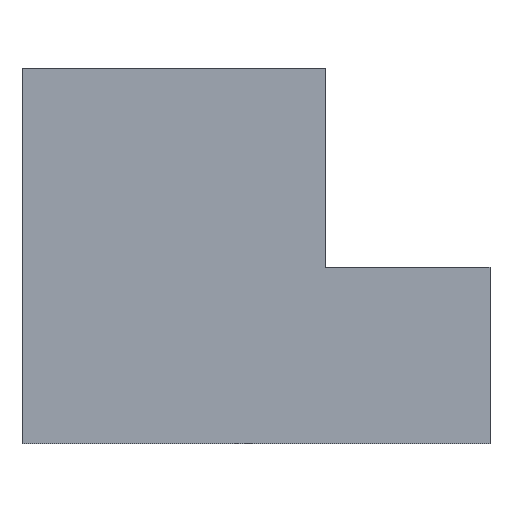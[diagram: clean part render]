
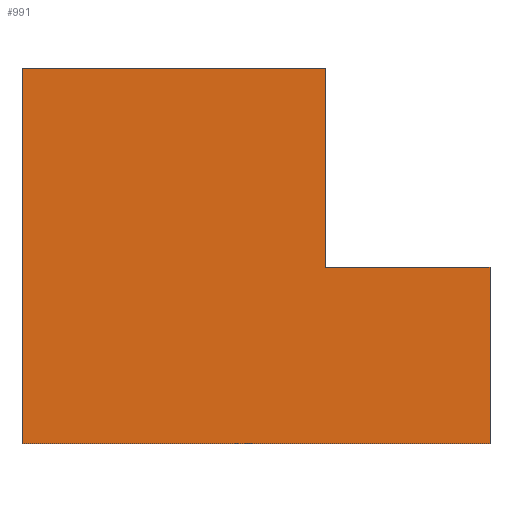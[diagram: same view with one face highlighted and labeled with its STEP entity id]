
A CAD part, top view. The second image highlights one B-rep face of the part: STEP entity #991.
In plain terms, the highlighted planar face has unit normal (0, 0, 1).
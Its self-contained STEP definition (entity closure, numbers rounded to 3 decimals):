
#948=AXIS2_PLACEMENT_3D('Plane Axis2P3D',#945,#946,#947) ;
#42=CARTESIAN_POINT('Vertex',(35.26,0.,14.9)) ;
#45=CARTESIAN_POINT('Line Origine',(17.63,0.,14.9)) ;
#49=CARTESIAN_POINT('Vertex',(0.,0.,14.9)) ;
#945=CARTESIAN_POINT('Axis2P3D Location',(0.,28.3,14.9)) ;
#950=CARTESIAN_POINT('Line Origine',(35.26,6.65,14.9)) ;
#954=CARTESIAN_POINT('Vertex',(35.26,13.3,14.9)) ;
#957=CARTESIAN_POINT('Line Origine',(29.06,13.3,14.9)) ;
#961=CARTESIAN_POINT('Vertex',(22.86,13.3,14.9)) ;
#964=CARTESIAN_POINT('Line Origine',(22.86,20.8,14.9)) ;
#968=CARTESIAN_POINT('Vertex',(22.86,28.3,14.9)) ;
#971=CARTESIAN_POINT('Line Origine',(11.43,28.3,14.9)) ;
#975=CARTESIAN_POINT('Vertex',(0.,28.3,14.9)) ;
#978=CARTESIAN_POINT('Line Origine',(0.,14.15,14.9)) ;
#46=DIRECTION('Vector Direction',(-1.,0.,0.)) ;
#946=DIRECTION('Axis2P3D Direction',(-0.,0.,1.)) ;
#947=DIRECTION('Axis2P3D XDirection',(0.,-1.,0.)) ;
#951=DIRECTION('Vector Direction',(0.,1.,0.)) ;
#958=DIRECTION('Vector Direction',(-1.,0.,0.)) ;
#965=DIRECTION('Vector Direction',(0.,-1.,0.)) ;
#972=DIRECTION('Vector Direction',(1.,0.,0.)) ;
#979=DIRECTION('Vector Direction',(0.,-1.,0.)) ;
#47=VECTOR('Line Direction',#46,1.) ;
#952=VECTOR('Line Direction',#951,1.) ;
#959=VECTOR('Line Direction',#958,1.) ;
#966=VECTOR('Line Direction',#965,1.) ;
#973=VECTOR('Line Direction',#972,1.) ;
#980=VECTOR('Line Direction',#979,1.) ;
#984=ORIENTED_EDGE('',*,*,#956,.T.) ;
#985=ORIENTED_EDGE('',*,*,#963,.T.) ;
#986=ORIENTED_EDGE('',*,*,#970,.T.) ;
#987=ORIENTED_EDGE('',*,*,#977,.F.) ;
#988=ORIENTED_EDGE('',*,*,#982,.F.) ;
#989=ORIENTED_EDGE('',*,*,#51,.F.) ;
#991=ADVANCED_FACE('HOUSING',(#990),#949,.T.) ;
#51=EDGE_CURVE('',#43,#50,#48,.T.) ;
#956=EDGE_CURVE('',#43,#955,#953,.T.) ;
#963=EDGE_CURVE('',#955,#962,#960,.T.) ;
#970=EDGE_CURVE('',#962,#969,#967,.F.) ;
#977=EDGE_CURVE('',#976,#969,#974,.T.) ;
#982=EDGE_CURVE('',#50,#976,#981,.F.) ;
#983=EDGE_LOOP('',(#984,#985,#986,#987,#988,#989)) ;
#990=FACE_OUTER_BOUND('',#983,.T.) ;
#48=LINE('Line',#45,#47) ;
#953=LINE('Line',#950,#952) ;
#960=LINE('Line',#957,#959) ;
#967=LINE('Line',#964,#966) ;
#974=LINE('Line',#971,#973) ;
#981=LINE('Line',#978,#980) ;
#949=PLANE('',#948) ;
#43=VERTEX_POINT('',#42) ;
#50=VERTEX_POINT('',#49) ;
#955=VERTEX_POINT('',#954) ;
#962=VERTEX_POINT('',#961) ;
#969=VERTEX_POINT('',#968) ;
#976=VERTEX_POINT('',#975) ;
